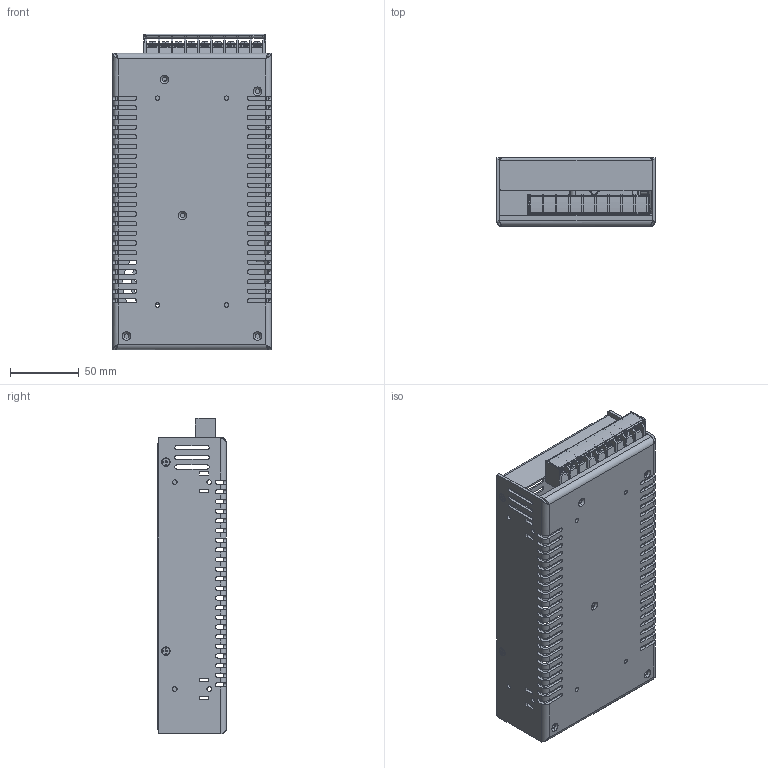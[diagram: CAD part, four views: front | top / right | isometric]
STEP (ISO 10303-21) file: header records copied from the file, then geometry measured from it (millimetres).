
FILE_DESCRIPTION (( 'STEP AP214' ), '1' );
FILE_NAME ('Mean Well QP-320D Quad Power Supply.step', '2014-07-05T17:17:05', ( 'Dominik Hoffmann' ), ( '' ), 'SwSTEP 2.0', 'SolidWorks 2014', '' );
FILE_SCHEMA (( 'AUTOMOTIVE_DESIGN' ));
Length unit declared in the file: inch
Products named in the file (12): Switchlab T14-EO33-09 Terminal Block; Cover for Switchlab T14-EO33-09 Terminal Block; Philips-Drive Panhead Screw of Switchlab T14-EO33-09 Terminal Block_92000A151; Clamp Plate of Switchlab T14-EO33-09 Terminal Block; Body of Switchlab T14-EO33-09 Terminal Block; Enclosure of Mean Well QP-320D Quad Power Supply; flat head screw_am_B18.6.7M - M2 x 0.4 x 4 Type I Cross Recessed FHMS --4N; flat head screw_am_B18.6.7M - M4 x 0.7 x 8 Type I Cross Recessed FHMS --8N; flat head screw_am_B18.6.7M - M3 x 0.5 x 6 Type I Cross Recessed FHMS --6N; Top of Enclosure of Mean Well QP-320D Quad Power Supply; Bottom of Enclosure of Mean Well QP-320D Quad Power Supply; Mean Well QP-320D Quad Power Supply
Assembly tree (38 placements, depth 3):
  Mean Well QP-320D Quad Power Supply
    Enclosure of Mean Well QP-320D Quad Power Supply
      Bottom of Enclosure of Mean Well QP-320D Quad Power Supply
      Top of Enclosure of Mean Well QP-320D Quad Power Supply
      flat head screw_am_B18.6.7M - M3 x 0.5 x 6 Type I Cross Recessed FHMS --6N  x6
      flat head screw_am_B18.6.7M - M4 x 0.7 x 8 Type I Cross Recessed FHMS --8N  x4
      flat head screw_am_B18.6.7M - M2 x 0.4 x 4 Type I Cross Recessed FHMS --4N  x4
    Switchlab T14-EO33-09 Terminal Block
      Body of Switchlab T14-EO33-09 Terminal Block
      Clamp Plate of Switchlab T14-EO33-09 Terminal Block  x9
      Philips-Drive Panhead Screw of Switchlab T14-EO33-09 Terminal Block_92000A151  x9
      Cover for Switchlab T14-EO33-09 Terminal Block
Bounding box: 115.1 x 50 x 229.05 mm (x, y, z)
Volume: 140613.9 mm3; surface area: 174195.7 mm2
Topology: 36 solids, 36 shells, 2621 faces, 6801 edges, 4166 vertices
Faces by surface type: plane 1139, cylinder 1108, cone 165, bspline 139, torus 36, sphere 34
Entity records: 45358 total; most frequent: CARTESIAN_POINT 10210, ORIENTED_EDGE 7202, DIRECTION 7091, EDGE_CURVE 3601, AXIS2_PLACEMENT_3D 2401, VECTOR 2289, LINE 2289, VERTEX_POINT 2198
